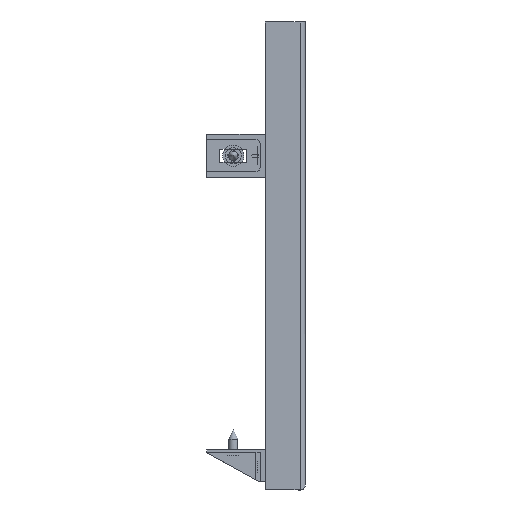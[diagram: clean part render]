
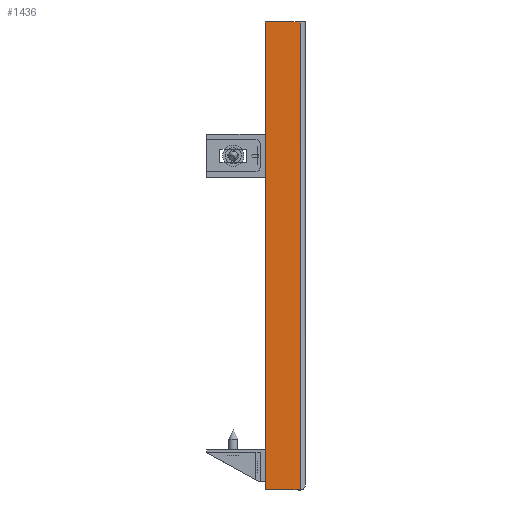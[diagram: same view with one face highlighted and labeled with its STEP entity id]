
A CAD part, left-side view. The second image highlights one B-rep face of the part: STEP entity #1436.
In plain terms, the highlighted planar face has unit normal (-1, 0, 0).
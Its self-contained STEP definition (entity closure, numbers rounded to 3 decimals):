
#1436=ADVANCED_FACE('',(#3103),#3104,.T.);
#3103=FACE_OUTER_BOUND('',#5394,.T.);
#3104=PLANE('',#5395);
#5394=EDGE_LOOP('',(#9507,#9508,#9509,#9510));
#5395=AXIS2_PLACEMENT_3D('',#9511,#9512,#9513);
#9507=ORIENTED_EDGE('',*,*,#12128,.T.);
#9508=ORIENTED_EDGE('',*,*,#12107,.T.);
#9509=ORIENTED_EDGE('',*,*,#12124,.F.);
#9510=ORIENTED_EDGE('',*,*,#12100,.F.);
#9511=CARTESIAN_POINT('',(-503.5,-135.0,-0.5));
#9512=DIRECTION('',(-1.0,0.,0.));
#9513=DIRECTION('',(0.,1.0,0.));
#12100=EDGE_CURVE('',#14595,#14597,#14598,.T.);
#12107=EDGE_CURVE('',#14607,#14608,#14609,.T.);
#12124=EDGE_CURVE('',#14597,#14608,#14632,.T.);
#12128=EDGE_CURVE('',#14595,#14607,#14636,.T.);
#14595=VERTEX_POINT('',#18823);
#14597=VERTEX_POINT('',#18826);
#14598=LINE('',#18827,#18828);
#14607=VERTEX_POINT('',#18839);
#14608=VERTEX_POINT('',#18840);
#14609=LINE('',#18841,#18842);
#14632=LINE('',#18875,#18876);
#14636=LINE('',#18881,#18882);
#18823=CARTESIAN_POINT('',(-503.5,-135.0,-0.5));
#18826=CARTESIAN_POINT('',(-503.5,-135.0,174.5));
#18827=CARTESIAN_POINT('',(-503.5,-135.0,-0.5));
#18828=VECTOR('',#21133,1.0);
#18839=CARTESIAN_POINT('',(-503.5,-148.0,-0.5));
#18840=CARTESIAN_POINT('',(-503.5,-148.0,174.5));
#18841=CARTESIAN_POINT('',(-503.5,-148.0,-0.5));
#18842=VECTOR('',#21142,1.0);
#18875=CARTESIAN_POINT('',(-503.5,-135.0,174.5));
#18876=VECTOR('',#21159,1.0);
#18881=CARTESIAN_POINT('',(-503.5,-135.0,-0.5));
#18882=VECTOR('',#21161,1.0);
#21133=DIRECTION('',(0.,0.,1.0));
#21142=DIRECTION('',(0.,0.,1.0));
#21159=DIRECTION('',(0.,-1.0,0.));
#21161=DIRECTION('',(0.,-1.0,0.));
